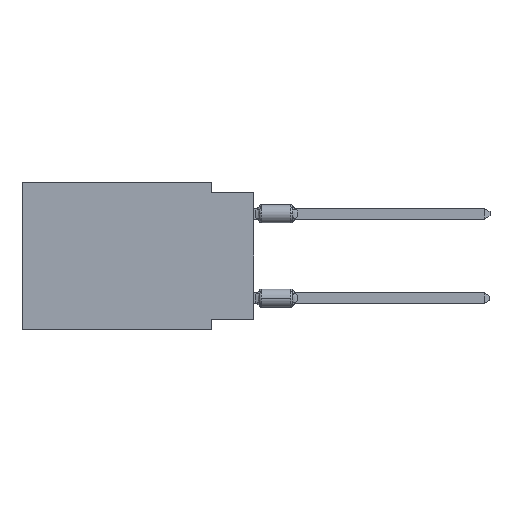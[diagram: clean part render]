
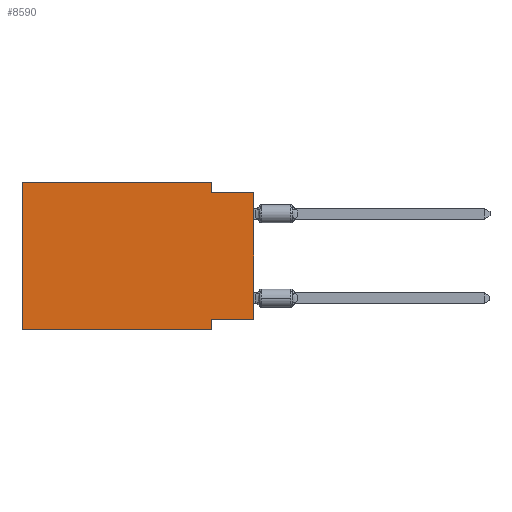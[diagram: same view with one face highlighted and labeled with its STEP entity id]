
A CAD part, left-side view. The second image highlights one B-rep face of the part: STEP entity #8590.
In plain terms, the highlighted planar face has unit normal (-1, 0, 0).
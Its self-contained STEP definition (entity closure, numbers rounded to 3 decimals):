
#324 = ORIENTED_EDGE ( 'NONE', *, *, #13870, .T. ) ;
#403 = ORIENTED_EDGE ( 'NONE', *, *, #2514, .T. ) ;
#808 = AXIS2_PLACEMENT_3D ( 'NONE', #5735, #15967, #899 ) ;
#854 = ORIENTED_EDGE ( 'NONE', *, *, #11919, .F. ) ;
#899 = DIRECTION ( 'NONE',  ( 0., 0., -1. ) ) ;
#1108 = EDGE_CURVE ( 'NONE', #3548, #11604, #5034, .T. ) ;
#1274 = DIRECTION ( 'NONE',  ( 0., 0., -1. ) ) ;
#1440 = DIRECTION ( 'NONE',  ( 0., 0., -1. ) ) ;
#1446 = LINE ( 'NONE', #7978, #2554 ) ;
#2018 = VECTOR ( 'NONE', #14493, 1000. ) ;
#2514 = EDGE_CURVE ( 'NONE', #7780, #13720, #15594, .T. ) ;
#2554 = VECTOR ( 'NONE', #14246, 1000. ) ;
#2956 = DIRECTION ( 'NONE',  ( 0., 0., 1. ) ) ;
#3249 = VERTEX_POINT ( 'NONE', #12720 ) ;
#3349 = VECTOR ( 'NONE', #4778, 1000. ) ;
#3430 = LINE ( 'NONE', #12339, #12185 ) ;
#3548 = VERTEX_POINT ( 'NONE', #7643 ) ;
#4158 = LINE ( 'NONE', #9300, #14062 ) ;
#4167 = CARTESIAN_POINT ( 'NONE',  ( 0., 2.54, -8.89 ) ) ;
#4778 = DIRECTION ( 'NONE',  ( 0., -1., 0. ) ) ;
#4963 = EDGE_CURVE ( 'NONE', #11604, #13720, #1446, .T. ) ;
#5034 = LINE ( 'NONE', #12910, #12984 ) ;
#5273 = EDGE_CURVE ( 'NONE', #3249, #3548, #10076, .T. ) ;
#5394 = EDGE_CURVE ( 'NONE', #16506, #9330, #4158, .T. ) ;
#5653 = ORIENTED_EDGE ( 'NONE', *, *, #5394, .F. ) ;
#5735 = CARTESIAN_POINT ( 'NONE',  ( 0., 13.97, 0. ) ) ;
#6775 = ORIENTED_EDGE ( 'NONE', *, *, #4963, .F. ) ;
#6857 = VERTEX_POINT ( 'NONE', #12649 ) ;
#7003 = ORIENTED_EDGE ( 'NONE', *, *, #12990, .F. ) ;
#7326 = VECTOR ( 'NONE', #8093, 1000. ) ;
#7330 = CARTESIAN_POINT ( 'NONE',  ( 0., 2.54, -0.635 ) ) ;
#7643 = CARTESIAN_POINT ( 'NONE',  ( 0., 2.54, 0. ) ) ;
#7780 = VERTEX_POINT ( 'NONE', #10249 ) ;
#7978 = CARTESIAN_POINT ( 'NONE',  ( 0., 0., -0.635 ) ) ;
#8093 = DIRECTION ( 'NONE',  ( 0., 1., 0. ) ) ;
#8344 = CARTESIAN_POINT ( 'NONE',  ( 0., 0., -8.255 ) ) ;
#8558 = CARTESIAN_POINT ( 'NONE',  ( 0., 13.97, 0. ) ) ;
#8590 = ADVANCED_FACE ( 'NONE', ( #13369 ), #16131, .F. ) ;
#9188 = EDGE_LOOP ( 'NONE', ( #403, #6775, #11929, #13825, #854, #324, #5653, #7003 ) ) ;
#9232 = CARTESIAN_POINT ( 'NONE',  ( 0., 0., -0.635 ) ) ;
#9300 = CARTESIAN_POINT ( 'NONE',  ( 0., 2.54, -8.89 ) ) ;
#9330 = VERTEX_POINT ( 'NONE', #4167 ) ;
#10076 = LINE ( 'NONE', #8558, #3349 ) ;
#10249 = CARTESIAN_POINT ( 'NONE',  ( 0., 0., -8.255 ) ) ;
#10695 = CARTESIAN_POINT ( 'NONE',  ( 0., 13.97, 0. ) ) ;
#10805 = VECTOR ( 'NONE', #2956, 1000. ) ;
#11013 = DIRECTION ( 'NONE',  ( 0., -1., 0. ) ) ;
#11604 = VERTEX_POINT ( 'NONE', #7330 ) ;
#11919 = EDGE_CURVE ( 'NONE', #6857, #3249, #15862, .T. ) ;
#11929 = ORIENTED_EDGE ( 'NONE', *, *, #1108, .F. ) ;
#12185 = VECTOR ( 'NONE', #11013, 1000. ) ;
#12339 = CARTESIAN_POINT ( 'NONE',  ( 0., 13.97, -8.89 ) ) ;
#12649 = CARTESIAN_POINT ( 'NONE',  ( 0., 13.97, -8.89 ) ) ;
#12720 = CARTESIAN_POINT ( 'NONE',  ( 0., 13.97, 0. ) ) ;
#12910 = CARTESIAN_POINT ( 'NONE',  ( 0., 2.54, 0. ) ) ;
#12984 = VECTOR ( 'NONE', #1440, 1000. ) ;
#12990 = EDGE_CURVE ( 'NONE', #7780, #16506, #15808, .T. ) ;
#13369 = FACE_OUTER_BOUND ( 'NONE', #9188, .T. ) ;
#13720 = VERTEX_POINT ( 'NONE', #9232 ) ;
#13825 = ORIENTED_EDGE ( 'NONE', *, *, #5273, .F. ) ;
#13870 = EDGE_CURVE ( 'NONE', #6857, #9330, #3430, .T. ) ;
#14062 = VECTOR ( 'NONE', #1274, 1000. ) ;
#14246 = DIRECTION ( 'NONE',  ( 0., -1., 0. ) ) ;
#14493 = DIRECTION ( 'NONE',  ( 0., 0., 1. ) ) ;
#15067 = CARTESIAN_POINT ( 'NONE',  ( 0., 2.54, -8.255 ) ) ;
#15594 = LINE ( 'NONE', #15679, #2018 ) ;
#15679 = CARTESIAN_POINT ( 'NONE',  ( 0., 0., 0. ) ) ;
#15808 = LINE ( 'NONE', #8344, #7326 ) ;
#15862 = LINE ( 'NONE', #10695, #10805 ) ;
#15967 = DIRECTION ( 'NONE',  ( 1., 0., 0. ) ) ;
#16131 = PLANE ( 'NONE',  #808 ) ;
#16506 = VERTEX_POINT ( 'NONE', #15067 ) ;
